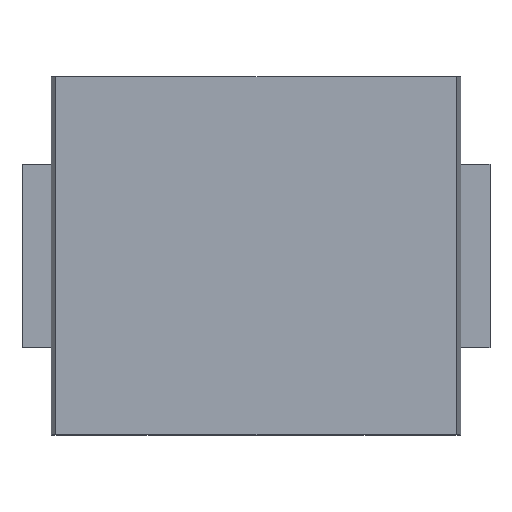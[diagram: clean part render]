
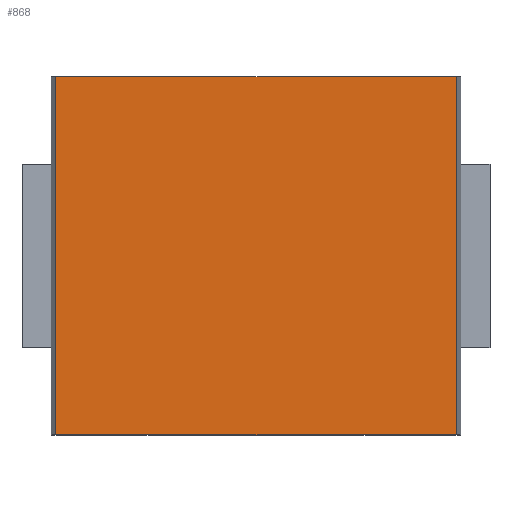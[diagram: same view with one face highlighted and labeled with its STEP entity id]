
A CAD part, top view. The second image highlights one B-rep face of the part: STEP entity #868.
In plain terms, the highlighted planar face has unit normal (0, 0, 1).
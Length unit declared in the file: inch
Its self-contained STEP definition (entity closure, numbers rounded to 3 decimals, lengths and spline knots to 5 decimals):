
#22 = CARTESIAN_POINT ( 'NONE',  ( -0.13686, 0.12244, 0.09055 ) ) ;
#28 = DIRECTION ( 'NONE',  ( 0., -1., 0. ) ) ;
#42 = VECTOR ( 'NONE', #587, 39.37008 ) ;
#64 = DIRECTION ( 'NONE',  ( 0., 0., 1. ) ) ;
#111 = PLANE ( 'NONE',  #458 ) ;
#115 = LINE ( 'NONE', #830, #42 ) ;
#184 = CARTESIAN_POINT ( 'NONE',  ( -0.13686, -0.12244, 0.09055 ) ) ;
#273 = VECTOR ( 'NONE', #28, 39.37008 ) ;
#315 = CARTESIAN_POINT ( 'NONE',  ( -0.13686, 0.12244, 0.09055 ) ) ;
#326 = CARTESIAN_POINT ( 'NONE',  ( 0.13686, -0.12244, 0.09055 ) ) ;
#363 = VECTOR ( 'NONE', #983, 39.37008 ) ;
#375 = ORIENTED_EDGE ( 'NONE', *, *, #988, .T. ) ;
#436 = EDGE_CURVE ( 'NONE', #615, #485, #829, .T. ) ;
#445 = VERTEX_POINT ( 'NONE', #184 ) ;
#458 = AXIS2_PLACEMENT_3D ( 'NONE', #730, #64, #552 ) ;
#477 = VERTEX_POINT ( 'NONE', #22 ) ;
#485 = VERTEX_POINT ( 'NONE', #326 ) ;
#536 = ORIENTED_EDGE ( 'NONE', *, *, #885, .T. ) ;
#552 = DIRECTION ( 'NONE',  ( 1., 0., 0. ) ) ;
#565 = EDGE_LOOP ( 'NONE', ( #859, #631, #536, #375 ) ) ;
#587 = DIRECTION ( 'NONE',  ( 1., 0., 0. ) ) ;
#615 = VERTEX_POINT ( 'NONE', #927 ) ;
#631 = ORIENTED_EDGE ( 'NONE', *, *, #687, .T. ) ;
#657 = CARTESIAN_POINT ( 'NONE',  ( -0.16004, 0.12244, 0.09055 ) ) ;
#687 = EDGE_CURVE ( 'NONE', #615, #477, #714, .T. ) ;
#688 = CARTESIAN_POINT ( 'NONE',  ( 0.13686, 0.12244, 0.09055 ) ) ;
#714 = LINE ( 'NONE', #657, #363 ) ;
#730 = CARTESIAN_POINT ( 'NONE',  ( -0.16004, -0.12244, 0.09055 ) ) ;
#758 = FACE_OUTER_BOUND ( 'NONE', #565, .T. ) ;
#829 = LINE ( 'NONE', #688, #982 ) ;
#830 = CARTESIAN_POINT ( 'NONE',  ( -0.16004, -0.12244, 0.09055 ) ) ;
#859 = ORIENTED_EDGE ( 'NONE', *, *, #436, .F. ) ;
#868 = ADVANCED_FACE ( 'NONE', ( #758 ), #111, .T. ) ;
#885 = EDGE_CURVE ( 'NONE', #477, #445, #993, .T. ) ;
#927 = CARTESIAN_POINT ( 'NONE',  ( 0.13686, 0.12244, 0.09055 ) ) ;
#965 = DIRECTION ( 'NONE',  ( 0., -1., 0. ) ) ;
#982 = VECTOR ( 'NONE', #965, 39.37008 ) ;
#983 = DIRECTION ( 'NONE',  ( -1., 0., 0. ) ) ;
#988 = EDGE_CURVE ( 'NONE', #445, #485, #115, .T. ) ;
#993 = LINE ( 'NONE', #315, #273 ) ;
